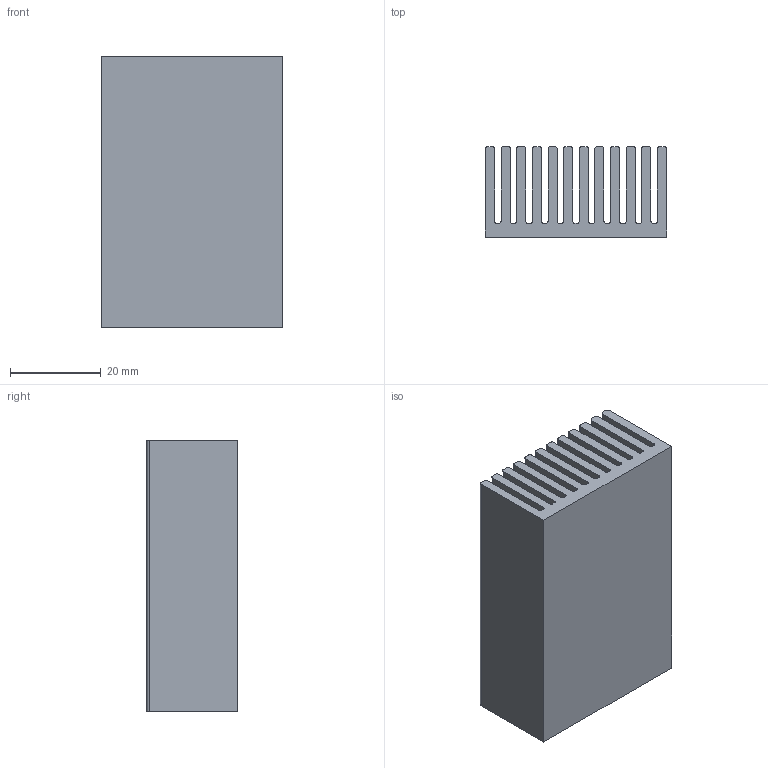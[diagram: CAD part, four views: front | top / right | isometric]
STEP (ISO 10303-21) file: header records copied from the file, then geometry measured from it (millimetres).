
FILE_DESCRIPTION (( 'STEP AP214' ), '1' );
FILE_NAME ('Heatsink_60x20x40.STEP', '2021-09-02T15:28:47', ( '' ), ( '' ), 'SwSTEP 2.0', 'SolidWorks 2012', '' );
FILE_SCHEMA (( 'AUTOMOTIVE_DESIGN' ));
Length unit declared in the file: millimetre
Products named in the file (1): Heatsink_60x20x40
Bounding box: 40 x 20 x 60 mm (x, y, z)
Volume: 31673.6 mm3; surface area: 30103.5 mm2
Topology: 1 solids, 1 shells, 96 faces, 282 edges, 188 vertices
Faces by surface type: plane 50, cylinder 46
Entity records: 3252 total; most frequent: DIRECTION 568, CARTESIAN_POINT 567, ORIENTED_EDGE 564, EDGE_CURVE 282, LINE 190, VECTOR 190, AXIS2_PLACEMENT_3D 189, VERTEX_POINT 188
